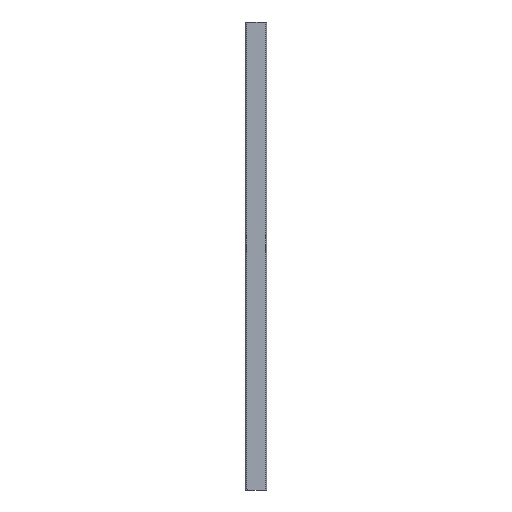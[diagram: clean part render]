
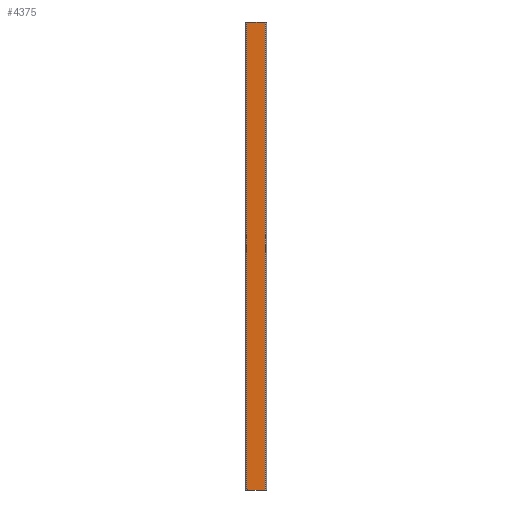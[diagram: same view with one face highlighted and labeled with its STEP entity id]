
A CAD part, left-side view. The second image highlights one B-rep face of the part: STEP entity #4375.
In plain terms, the highlighted face is planar.
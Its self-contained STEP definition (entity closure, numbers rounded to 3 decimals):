
#2169=ORIENTED_EDGE('',*,*,#3082,.T.);
#2170=ORIENTED_EDGE('',*,*,#3083,.F.);
#2171=ORIENTED_EDGE('',*,*,#3079,.F.);
#2172=ORIENTED_EDGE('',*,*,#3084,.T.);
#2563=VECTOR('',#3491,1.);
#2564=VECTOR('',#3498,1.);
#2565=VECTOR('',#3499,1.);
#2566=VECTOR('',#3500,1.);
#2751=LINE('',#3875,#2563);
#2752=LINE('',#3881,#2564);
#2753=LINE('',#3882,#2565);
#2754=LINE('',#3883,#2566);
#2929=VERTEX_POINT('',#3873);
#2930=VERTEX_POINT('',#3874);
#2931=VERTEX_POINT('',#3879);
#2932=VERTEX_POINT('',#3880);
#3079=EDGE_CURVE('',#2929,#2930,#2751,.T.);
#3082=EDGE_CURVE('',#2931,#2932,#2752,.T.);
#3083=EDGE_CURVE('',#2930,#2932,#2753,.T.);
#3084=EDGE_CURVE('',#2929,#2931,#2754,.T.);
#3259=EDGE_LOOP('',(#2169,#2170,#2171,#2172));
#3347=FACE_BOUND('',#3259,.T.);
#3491=DIRECTION('',(-1000.,0.,0.));
#3496=DIRECTION('',(0.,0.,-1.));
#3497=DIRECTION('',(0.,1.,0.));
#3498=DIRECTION('',(-1000.,0.,0.));
#3499=DIRECTION('',(0.,-39.,0.));
#3500=DIRECTION('',(0.,-39.,0.));
#3873=CARTESIAN_POINT('',(1000.,19.5,-22.5));
#3874=CARTESIAN_POINT('',(0.,19.5,-22.5));
#3875=CARTESIAN_POINT('',(1000.,19.5,-22.5));
#3878=CARTESIAN_POINT('',(1000.,-19.5,-22.5));
#3879=CARTESIAN_POINT('',(1000.,-19.5,-22.5));
#3880=CARTESIAN_POINT('',(0.,-19.5,-22.5));
#3881=CARTESIAN_POINT('',(1000.,-19.5,-22.5));
#3882=CARTESIAN_POINT('',(0.,19.5,-22.5));
#3883=CARTESIAN_POINT('',(1000.,19.5,-22.5));
#4226=AXIS2_PLACEMENT_3D('',#3878,#3496,#3497);
#4311=PLANE('',#4226);
#4375=ADVANCED_FACE('',(#3347),#4311,.T.);
